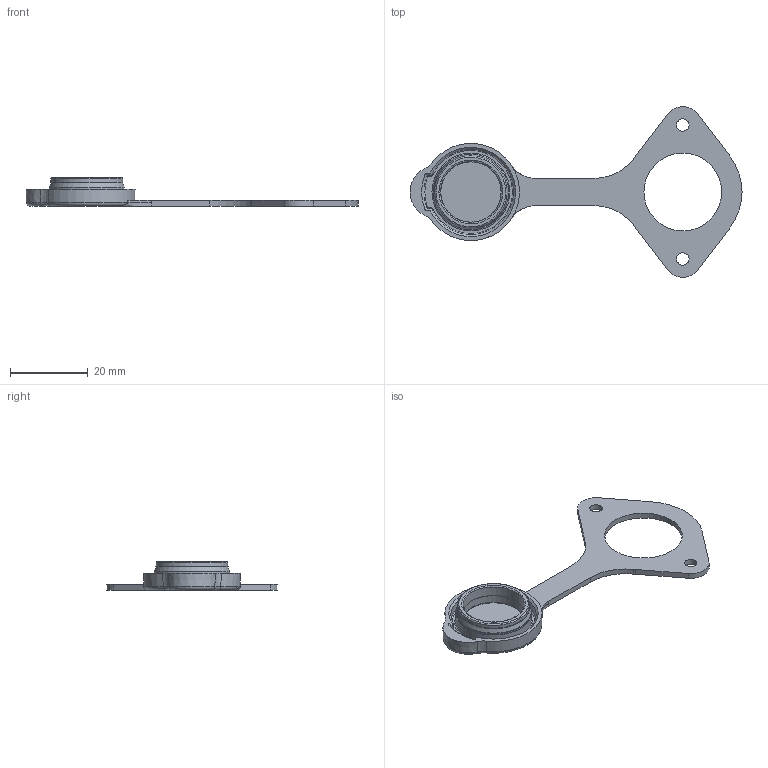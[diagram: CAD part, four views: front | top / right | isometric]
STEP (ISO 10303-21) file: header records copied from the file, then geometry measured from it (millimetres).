
FILE_DESCRIPTION(/* description */ (''),/* implementation_level */ '2;1');
FILE_NAME(/* name */ 'Dust cover- 2 Hole.step',/* time_stamp */ '2021-04-19T16:33:44+02:00',/* author */ (''),/* organization */ (''),/* preprocessor_version */ 'ST-DEVELOPER v18.1',/* originating_system */ 'Autodesk Translation Framework v10.6.0.1341',/* authorisation */ '');
FILE_SCHEMA (('AUTOMOTIVE_DESIGN { 1 0 10303 214 3 1 1 }'));
Length unit declared in the file: millimetre
Products named in the file (1): plug v2
Bounding box: 85.37 x 43.88 x 7.3 mm (x, y, z)
Volume: 2913.2 mm3; surface area: 4003.2 mm2
Topology: 1 solids, 1 shells, 73 faces, 172 edges, 106 vertices
Faces by surface type: cylinder 23, plane 18, torus 13, bspline 10, cone 9
Full cylindrical faces by diameter (mm): 3.2 x2, 15.7 x1, 15.8 x1, 18.5 x1, 19.3 x1, 19.4 x1, 20 x1
Entity records: 3394 total; most frequent: CARTESIAN_POINT 1701, DIRECTION 355, ORIENTED_EDGE 344, EDGE_CURVE 172, AXIS2_PLACEMENT_3D 149, VERTEX_POINT 106, CIRCLE 85, EDGE_LOOP 84
